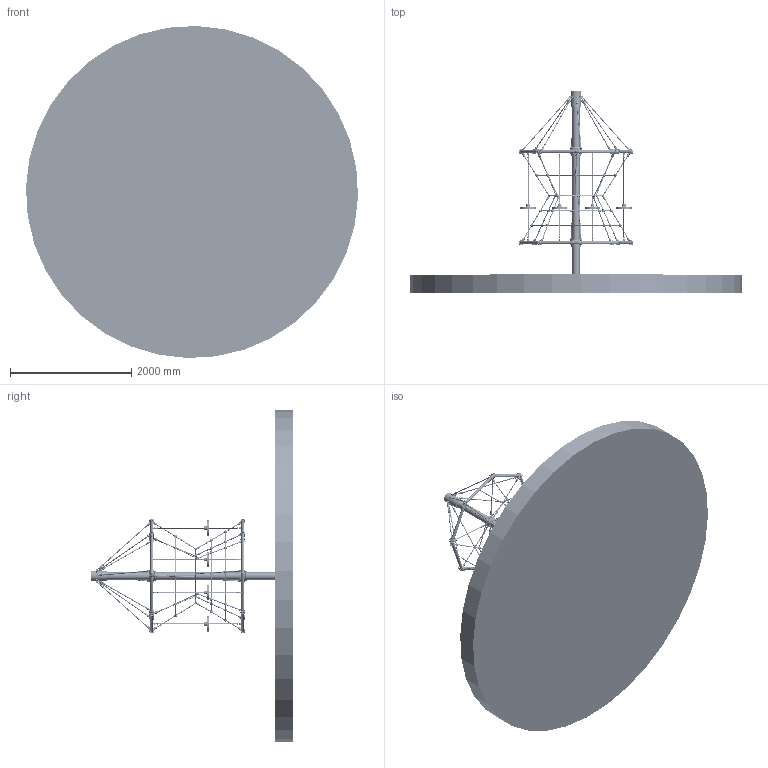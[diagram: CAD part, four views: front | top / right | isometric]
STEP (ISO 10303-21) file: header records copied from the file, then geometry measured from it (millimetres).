
FILE_DESCRIPTION (( 'STEP AP214' ), '1' );
FILE_NAME ('4592_20.STEP', '2019-06-24T14:07:46', ( '' ), ( '' ), 'SwSTEP 2.0', 'SolidWorks 2019', '' );
FILE_SCHEMA (( 'AUTOMOTIVE_DESIGN' ));
Length unit declared in the file: millimetre
Products named in the file (65): Querseil - gelb; 461 - Kettenadapter mit 3 Glieder 6er KetteNEU; Sicherung (8) von Kettenadapter ohne Kette; rotes Seil; unteres Seil blau; Querseil - gelb oben - Kopie; blaues Seil -; 461 - Kettenadapter mit 3 Glieder 6er Kette; Stahlmast ﾘ 120 mm, 3,00m lang; Kunststoffbuchse 16 mm; 8ter Schäkel; Achteckring; Masthaube; Laschenring ﾘ 170 mm; 8ter Gabelkopf; 6er Kettenglied; Seil f黵 Pendelsitz; 70-490-011 - Pendelsitz; Ring in der Mitte; T-Stück_14_SN; Querseil - blau; Kugel; Querseil - rot; 4592_20; Klemmschutzring; Sicherheitsbereich; Klemmschutzring mit Aussparung; Querseil
Assembly tree (350 placements, depth 3):
  4592_20
    Stahlmast ﾘ 120 mm, 3,00m lang
    Masthaube
    Achteckring  x2
    Laschenring ﾘ 170 mm  x2
    8ter Gabelkopf  x24
    461 - Kettenadapter mit 3 Glieder 6er KetteNEU
      6er Kettenglied  x3
      Sicherung (8) von Kettenadapter ohne Kette
    461 - Kettenadapter mit 3 Glieder 6er KetteNEU
      6er Kettenglied  x3
      Sicherung (8) von Kettenadapter ohne Kette
    461 - Kettenadapter mit 3 Glieder 6er KetteNEU
      6er Kettenglied  x3
      Sicherung (8) von Kettenadapter ohne Kette
    461 - Kettenadapter mit 3 Glieder 6er KetteNEU
      6er Kettenglied  x3
      Sicherung (8) von Kettenadapter ohne Kette
    461 - Kettenadapter mit 3 Glieder 6er KetteNEU
      6er Kettenglied  x3
      Sicherung (8) von Kettenadapter ohne Kette
    461 - Kettenadapter mit 3 Glieder 6er KetteNEU
      6er Kettenglied  x3
      Sicherung (8) von Kettenadapter ohne Kette
    461 - Kettenadapter mit 3 Glieder 6er KetteNEU
      6er Kettenglied  x3
      Sicherung (8) von Kettenadapter ohne Kette
    461 - Kettenadapter mit 3 Glieder 6er KetteNEU
      6er Kettenglied  x3
      Sicherung (8) von Kettenadapter ohne Kette
    461 - Kettenadapter mit 3 Glieder 6er KetteNEU
      6er Kettenglied  x3
      Sicherung (8) von Kettenadapter ohne Kette
    461 - Kettenadapter mit 3 Glieder 6er KetteNEU
      6er Kettenglied  x3
      Sicherung (8) von Kettenadapter ohne Kette
    461 - Kettenadapter mit 3 Glieder 6er KetteNEU
      6er Kettenglied  x3
      Sicherung (8) von Kettenadapter ohne Kette
    461 - Kettenadapter mit 3 Glieder 6er KetteNEU
      6er Kettenglied  x3
      Sicherung (8) von Kettenadapter ohne Kette
    461 - Kettenadapter mit 3 Glieder 6er KetteNEU
      6er Kettenglied  x3
      Sicherung (8) von Kettenadapter ohne Kette
    461 - Kettenadapter mit 3 Glieder 6er KetteNEU
      6er Kettenglied  x3
      Sicherung (8) von Kettenadapter ohne Kette
    461 - Kettenadapter mit 3 Glieder 6er KetteNEU
      6er Kettenglied  x3
      Sicherung (8) von Kettenadapter ohne Kette
    461 - Kettenadapter mit 3 Glieder 6er KetteNEU
      6er Kettenglied  x3
      Sicherung (8) von Kettenadapter ohne Kette
    Querseil  x8
    Querseil - gelb  x8
    Kunststoffbuchse 16 mm  x15
    8ter Schäkel  x8
    461 - Kettenadapter mit 3 Glieder 6er KetteNEU
      6er Kettenglied  x3
Bounding box: 5467.39 x 3330 x 5467.39 mm (x, y, z)
Volume: 7089198890.9 mm3; surface area: 63161487.3 mm2
Topology: 362 solids, 362 shells, 7645 faces, 17492 edges, 10068 vertices
Faces by surface type: cylinder 3438, torus 1661, plane 1344, cone 840, sphere 234, bspline 128
Entity records: 31252 total; most frequent: CARTESIAN_POINT 11474, DIRECTION 3800, ORIENTED_EDGE 3046, AXIS2_PLACEMENT_3D 1652, EDGE_CURVE 1523, VERTEX_POINT 930, EDGE_LOOP 765, ADVANCED_FACE 657
